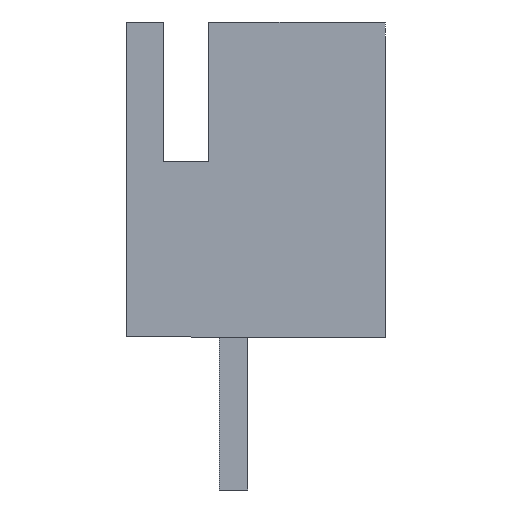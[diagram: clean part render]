
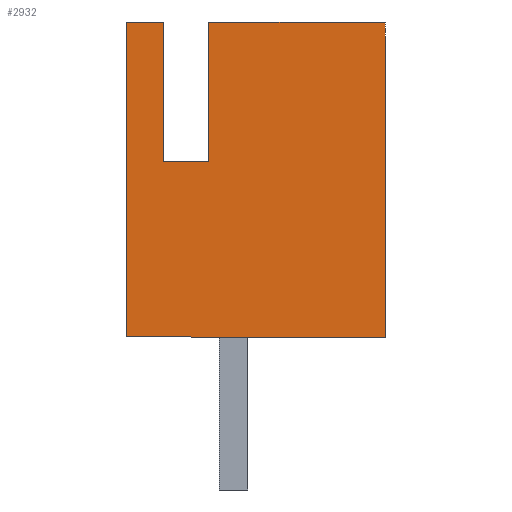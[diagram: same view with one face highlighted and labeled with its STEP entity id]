
A CAD part, left-side view. The second image highlights one B-rep face of the part: STEP entity #2932.
In plain terms, the highlighted planar face has unit normal (-1, 0, 0).
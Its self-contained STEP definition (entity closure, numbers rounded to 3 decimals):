
#180 = PLANE('',#181);
#181 = AXIS2_PLACEMENT_3D('',#182,#183,#184);
#182 = CARTESIAN_POINT('',(-2.45,2.375,0.));
#183 = DIRECTION('',(0.,0.,1.));
#184 = DIRECTION('',(0.,1.,0.));
#721 = VERTEX_POINT('',#722);
#722 = CARTESIAN_POINT('',(-2.45,-3.375,0.));
#736 = PLANE('',#737);
#737 = AXIS2_PLACEMENT_3D('',#738,#739,#740);
#738 = CARTESIAN_POINT('',(-2.45,-3.375,0.));
#739 = DIRECTION('',(0.,1.,0.));
#740 = DIRECTION('',(-1.,0.,0.));
#748 = EDGE_CURVE('',#749,#721,#751,.T.);
#749 = VERTEX_POINT('',#750);
#750 = CARTESIAN_POINT('',(-2.45,2.375,0.));
#751 = SURFACE_CURVE('',#752,(#756,#763),.PCURVE_S1.);
#752 = LINE('',#753,#754);
#753 = CARTESIAN_POINT('',(-2.45,2.375,0.));
#754 = VECTOR('',#755,1.);
#755 = DIRECTION('',(0.,-1.,0.));
#756 = PCURVE('',#180,#757);
#757 = DEFINITIONAL_REPRESENTATION('',(#758),#762);
#758 = LINE('',#759,#760);
#759 = CARTESIAN_POINT('',(0.,0.));
#760 = VECTOR('',#761,1.);
#761 = DIRECTION('',(-1.,0.));
#762 = ( GEOMETRIC_REPRESENTATION_CONTEXT(2) 
PARAMETRIC_REPRESENTATION_CONTEXT() REPRESENTATION_CONTEXT('2D SPACE',''
  ) );
#763 = PCURVE('',#764,#769);
#764 = PLANE('',#765);
#765 = AXIS2_PLACEMENT_3D('',#766,#767,#768);
#766 = CARTESIAN_POINT('',(-2.45,2.375,7.));
#767 = DIRECTION('',(1.,0.,0.));
#768 = DIRECTION('',(0.,1.,0.));
#769 = DEFINITIONAL_REPRESENTATION('',(#770),#774);
#770 = LINE('',#771,#772);
#771 = CARTESIAN_POINT('',(0.,-7.));
#772 = VECTOR('',#773,1.);
#773 = DIRECTION('',(-1.,0.));
#774 = ( GEOMETRIC_REPRESENTATION_CONTEXT(2) 
PARAMETRIC_REPRESENTATION_CONTEXT() REPRESENTATION_CONTEXT('2D SPACE',''
  ) );
#790 = PLANE('',#791);
#791 = AXIS2_PLACEMENT_3D('',#792,#793,#794);
#792 = CARTESIAN_POINT('',(-2.45,2.375,0.));
#793 = DIRECTION('',(0.,-1.,0.));
#794 = DIRECTION('',(1.,0.,0.));
#2247 = VERTEX_POINT('',#2248);
#2248 = CARTESIAN_POINT('',(-2.45,2.375,7.));
#2264 = PLANE('',#2265);
#2265 = AXIS2_PLACEMENT_3D('',#2266,#2267,#2268);
#2266 = CARTESIAN_POINT('',(-2.45,2.375,7.));
#2267 = DIRECTION('',(0.,0.,-1.));
#2268 = DIRECTION('',(0.,-1.,0.));
#2522 = EDGE_CURVE('',#2247,#749,#2523,.T.);
#2523 = SURFACE_CURVE('',#2524,(#2528,#2535),.PCURVE_S1.);
#2524 = LINE('',#2525,#2526);
#2525 = CARTESIAN_POINT('',(-2.45,2.375,0.));
#2526 = VECTOR('',#2527,1.);
#2527 = DIRECTION('',(0.,0.,-1.));
#2528 = PCURVE('',#790,#2529);
#2529 = DEFINITIONAL_REPRESENTATION('',(#2530),#2534);
#2530 = LINE('',#2531,#2532);
#2531 = CARTESIAN_POINT('',(0.,0.));
#2532 = VECTOR('',#2533,1.);
#2533 = DIRECTION('',(0.,-1.));
#2534 = ( GEOMETRIC_REPRESENTATION_CONTEXT(2) 
PARAMETRIC_REPRESENTATION_CONTEXT() REPRESENTATION_CONTEXT('2D SPACE',''
  ) );
#2535 = PCURVE('',#764,#2536);
#2536 = DEFINITIONAL_REPRESENTATION('',(#2537),#2541);
#2537 = LINE('',#2538,#2539);
#2538 = CARTESIAN_POINT('',(0.,-7.));
#2539 = VECTOR('',#2540,1.);
#2540 = DIRECTION('',(0.,-1.));
#2541 = ( GEOMETRIC_REPRESENTATION_CONTEXT(2) 
PARAMETRIC_REPRESENTATION_CONTEXT() REPRESENTATION_CONTEXT('2D SPACE',''
  ) );
#2570 = VERTEX_POINT('',#2571);
#2571 = CARTESIAN_POINT('',(-2.45,-3.375,7.));
#2585 = PLANE('',#2586);
#2586 = AXIS2_PLACEMENT_3D('',#2587,#2588,#2589);
#2587 = CARTESIAN_POINT('',(-2.45,0.55,7.));
#2588 = DIRECTION('',(0.,0.,-1.));
#2589 = DIRECTION('',(0.,-1.,0.));
#2597 = EDGE_CURVE('',#721,#2570,#2598,.T.);
#2598 = SURFACE_CURVE('',#2599,(#2603,#2610),.PCURVE_S1.);
#2599 = LINE('',#2600,#2601);
#2600 = CARTESIAN_POINT('',(-2.45,-3.375,0.));
#2601 = VECTOR('',#2602,1.);
#2602 = DIRECTION('',(0.,0.,1.));
#2603 = PCURVE('',#736,#2604);
#2604 = DEFINITIONAL_REPRESENTATION('',(#2605),#2609);
#2605 = LINE('',#2606,#2607);
#2606 = CARTESIAN_POINT('',(0.,0.));
#2607 = VECTOR('',#2608,1.);
#2608 = DIRECTION('',(0.,1.));
#2609 = ( GEOMETRIC_REPRESENTATION_CONTEXT(2) 
PARAMETRIC_REPRESENTATION_CONTEXT() REPRESENTATION_CONTEXT('2D SPACE',''
  ) );
#2610 = PCURVE('',#764,#2611);
#2611 = DEFINITIONAL_REPRESENTATION('',(#2612),#2616);
#2612 = LINE('',#2613,#2614);
#2613 = CARTESIAN_POINT('',(-5.75,-7.));
#2614 = VECTOR('',#2615,1.);
#2615 = DIRECTION('',(0.,1.));
#2616 = ( GEOMETRIC_REPRESENTATION_CONTEXT(2) 
PARAMETRIC_REPRESENTATION_CONTEXT() REPRESENTATION_CONTEXT('2D SPACE',''
  ) );
#2932 = ADVANCED_FACE('',(#2933),#764,.F.);
#2933 = FACE_BOUND('',#2934,.T.);
#2934 = EDGE_LOOP('',(#2935,#2936,#2937,#2938,#2961,#2989,#3017,#3045));
#2935 = ORIENTED_EDGE('',*,*,#2522,.T.);
#2936 = ORIENTED_EDGE('',*,*,#748,.T.);
#2937 = ORIENTED_EDGE('',*,*,#2597,.T.);
#2938 = ORIENTED_EDGE('',*,*,#2939,.T.);
#2939 = EDGE_CURVE('',#2570,#2940,#2942,.T.);
#2940 = VERTEX_POINT('',#2941);
#2941 = CARTESIAN_POINT('',(-2.45,0.55,7.));
#2942 = SURFACE_CURVE('',#2943,(#2947,#2954),.PCURVE_S1.);
#2943 = LINE('',#2944,#2945);
#2944 = CARTESIAN_POINT('',(-2.45,0.55,7.));
#2945 = VECTOR('',#2946,1.);
#2946 = DIRECTION('',(0.,1.,0.));
#2947 = PCURVE('',#764,#2948);
#2948 = DEFINITIONAL_REPRESENTATION('',(#2949),#2953);
#2949 = LINE('',#2950,#2951);
#2950 = CARTESIAN_POINT('',(-1.825,0.));
#2951 = VECTOR('',#2952,1.);
#2952 = DIRECTION('',(1.,0.));
#2953 = ( GEOMETRIC_REPRESENTATION_CONTEXT(2) 
PARAMETRIC_REPRESENTATION_CONTEXT() REPRESENTATION_CONTEXT('2D SPACE',''
  ) );
#2954 = PCURVE('',#2585,#2955);
#2955 = DEFINITIONAL_REPRESENTATION('',(#2956),#2960);
#2956 = LINE('',#2957,#2958);
#2957 = CARTESIAN_POINT('',(0.,0.));
#2958 = VECTOR('',#2959,1.);
#2959 = DIRECTION('',(-1.,0.));
#2960 = ( GEOMETRIC_REPRESENTATION_CONTEXT(2) 
PARAMETRIC_REPRESENTATION_CONTEXT() REPRESENTATION_CONTEXT('2D SPACE',''
  ) );
#2961 = ORIENTED_EDGE('',*,*,#2962,.T.);
#2962 = EDGE_CURVE('',#2940,#2963,#2965,.T.);
#2963 = VERTEX_POINT('',#2964);
#2964 = CARTESIAN_POINT('',(-2.45,0.55,3.9));
#2965 = SURFACE_CURVE('',#2966,(#2970,#2977),.PCURVE_S1.);
#2966 = LINE('',#2967,#2968);
#2967 = CARTESIAN_POINT('',(-2.45,0.55,3.9));
#2968 = VECTOR('',#2969,1.);
#2969 = DIRECTION('',(0.,0.,-1.));
#2970 = PCURVE('',#764,#2971);
#2971 = DEFINITIONAL_REPRESENTATION('',(#2972),#2976);
#2972 = LINE('',#2973,#2974);
#2973 = CARTESIAN_POINT('',(-1.825,-3.1));
#2974 = VECTOR('',#2975,1.);
#2975 = DIRECTION('',(0.,-1.));
#2976 = ( GEOMETRIC_REPRESENTATION_CONTEXT(2) 
PARAMETRIC_REPRESENTATION_CONTEXT() REPRESENTATION_CONTEXT('2D SPACE',''
  ) );
#2977 = PCURVE('',#2978,#2983);
#2978 = PLANE('',#2979);
#2979 = AXIS2_PLACEMENT_3D('',#2980,#2981,#2982);
#2980 = CARTESIAN_POINT('',(-2.45,0.55,3.9));
#2981 = DIRECTION('',(0.,-1.,0.));
#2982 = DIRECTION('',(1.,0.,0.));
#2983 = DEFINITIONAL_REPRESENTATION('',(#2984),#2988);
#2984 = LINE('',#2985,#2986);
#2985 = CARTESIAN_POINT('',(0.,0.));
#2986 = VECTOR('',#2987,1.);
#2987 = DIRECTION('',(0.,-1.));
#2988 = ( GEOMETRIC_REPRESENTATION_CONTEXT(2) 
PARAMETRIC_REPRESENTATION_CONTEXT() REPRESENTATION_CONTEXT('2D SPACE',''
  ) );
#2989 = ORIENTED_EDGE('',*,*,#2990,.T.);
#2990 = EDGE_CURVE('',#2963,#2991,#2993,.T.);
#2991 = VERTEX_POINT('',#2992);
#2992 = CARTESIAN_POINT('',(-2.45,1.55,3.9));
#2993 = SURFACE_CURVE('',#2994,(#2998,#3005),.PCURVE_S1.);
#2994 = LINE('',#2995,#2996);
#2995 = CARTESIAN_POINT('',(-2.45,1.55,3.9));
#2996 = VECTOR('',#2997,1.);
#2997 = DIRECTION('',(0.,1.,0.));
#2998 = PCURVE('',#764,#2999);
#2999 = DEFINITIONAL_REPRESENTATION('',(#3000),#3004);
#3000 = LINE('',#3001,#3002);
#3001 = CARTESIAN_POINT('',(-0.825,-3.1));
#3002 = VECTOR('',#3003,1.);
#3003 = DIRECTION('',(1.,0.));
#3004 = ( GEOMETRIC_REPRESENTATION_CONTEXT(2) 
PARAMETRIC_REPRESENTATION_CONTEXT() REPRESENTATION_CONTEXT('2D SPACE',''
  ) );
#3005 = PCURVE('',#3006,#3011);
#3006 = PLANE('',#3007);
#3007 = AXIS2_PLACEMENT_3D('',#3008,#3009,#3010);
#3008 = CARTESIAN_POINT('',(-2.45,1.55,3.9));
#3009 = DIRECTION('',(0.,0.,-1.));
#3010 = DIRECTION('',(0.,-1.,0.));
#3011 = DEFINITIONAL_REPRESENTATION('',(#3012),#3016);
#3012 = LINE('',#3013,#3014);
#3013 = CARTESIAN_POINT('',(0.,0.));
#3014 = VECTOR('',#3015,1.);
#3015 = DIRECTION('',(-1.,0.));
#3016 = ( GEOMETRIC_REPRESENTATION_CONTEXT(2) 
PARAMETRIC_REPRESENTATION_CONTEXT() REPRESENTATION_CONTEXT('2D SPACE',''
  ) );
#3017 = ORIENTED_EDGE('',*,*,#3018,.T.);
#3018 = EDGE_CURVE('',#2991,#3019,#3021,.T.);
#3019 = VERTEX_POINT('',#3020);
#3020 = CARTESIAN_POINT('',(-2.45,1.55,7.));
#3021 = SURFACE_CURVE('',#3022,(#3026,#3033),.PCURVE_S1.);
#3022 = LINE('',#3023,#3024);
#3023 = CARTESIAN_POINT('',(-2.45,1.55,7.));
#3024 = VECTOR('',#3025,1.);
#3025 = DIRECTION('',(0.,0.,1.));
#3026 = PCURVE('',#764,#3027);
#3027 = DEFINITIONAL_REPRESENTATION('',(#3028),#3032);
#3028 = LINE('',#3029,#3030);
#3029 = CARTESIAN_POINT('',(-0.825,0.));
#3030 = VECTOR('',#3031,1.);
#3031 = DIRECTION('',(0.,1.));
#3032 = ( GEOMETRIC_REPRESENTATION_CONTEXT(2) 
PARAMETRIC_REPRESENTATION_CONTEXT() REPRESENTATION_CONTEXT('2D SPACE',''
  ) );
#3033 = PCURVE('',#3034,#3039);
#3034 = PLANE('',#3035);
#3035 = AXIS2_PLACEMENT_3D('',#3036,#3037,#3038);
#3036 = CARTESIAN_POINT('',(-2.45,1.55,7.));
#3037 = DIRECTION('',(0.,1.,0.));
#3038 = DIRECTION('',(0.,0.,-1.));
#3039 = DEFINITIONAL_REPRESENTATION('',(#3040),#3044);
#3040 = LINE('',#3041,#3042);
#3041 = CARTESIAN_POINT('',(0.,0.));
#3042 = VECTOR('',#3043,1.);
#3043 = DIRECTION('',(-1.,0.));
#3044 = ( GEOMETRIC_REPRESENTATION_CONTEXT(2) 
PARAMETRIC_REPRESENTATION_CONTEXT() REPRESENTATION_CONTEXT('2D SPACE',''
  ) );
#3045 = ORIENTED_EDGE('',*,*,#3046,.T.);
#3046 = EDGE_CURVE('',#3019,#2247,#3047,.T.);
#3047 = SURFACE_CURVE('',#3048,(#3052,#3059),.PCURVE_S1.);
#3048 = LINE('',#3049,#3050);
#3049 = CARTESIAN_POINT('',(-2.45,2.375,7.));
#3050 = VECTOR('',#3051,1.);
#3051 = DIRECTION('',(0.,1.,0.));
#3052 = PCURVE('',#764,#3053);
#3053 = DEFINITIONAL_REPRESENTATION('',(#3054),#3058);
#3054 = LINE('',#3055,#3056);
#3055 = CARTESIAN_POINT('',(0.,0.));
#3056 = VECTOR('',#3057,1.);
#3057 = DIRECTION('',(1.,0.));
#3058 = ( GEOMETRIC_REPRESENTATION_CONTEXT(2) 
PARAMETRIC_REPRESENTATION_CONTEXT() REPRESENTATION_CONTEXT('2D SPACE',''
  ) );
#3059 = PCURVE('',#2264,#3060);
#3060 = DEFINITIONAL_REPRESENTATION('',(#3061),#3065);
#3061 = LINE('',#3062,#3063);
#3062 = CARTESIAN_POINT('',(0.,0.));
#3063 = VECTOR('',#3064,1.);
#3064 = DIRECTION('',(-1.,0.));
#3065 = ( GEOMETRIC_REPRESENTATION_CONTEXT(2) 
PARAMETRIC_REPRESENTATION_CONTEXT() REPRESENTATION_CONTEXT('2D SPACE',''
  ) );
